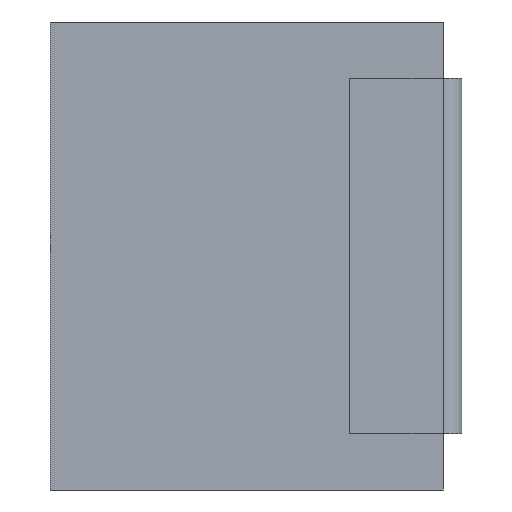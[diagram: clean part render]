
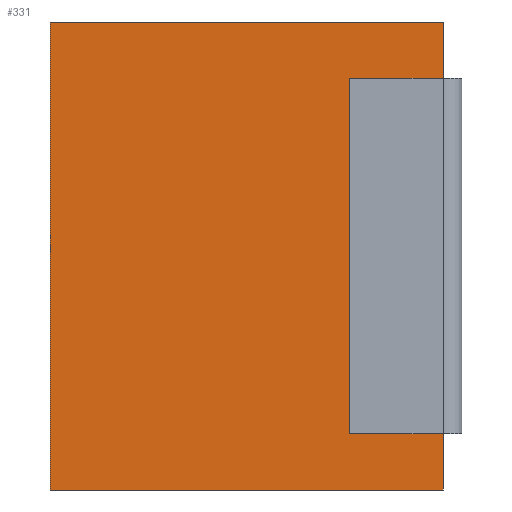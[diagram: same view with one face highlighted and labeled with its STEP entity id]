
A CAD part, left-side view. The second image highlights one B-rep face of the part: STEP entity #331.
In plain terms, the highlighted planar face has unit normal (-1, 0, 0).
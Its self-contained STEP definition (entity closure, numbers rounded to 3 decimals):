
#1=DIRECTION('',(0.,-1.,0.));
#2=VECTOR('',#1,2.1);
#3=CARTESIAN_POINT('',(-1.5,1.05,-1.25));
#4=LINE('',#3,#2);
#17=DIRECTION('',(0.,1.,0.));
#18=VECTOR('',#17,0.5);
#19=CARTESIAN_POINT('',(-1.5,-1.05,-0.95));
#20=LINE('',#19,#18);
#21=DIRECTION('',(0.,0.,1.));
#22=VECTOR('',#21,2.5);
#23=CARTESIAN_POINT('',(-1.5,1.05,-1.25));
#24=LINE('',#23,#22);
#25=DIRECTION('',(0.,1.,0.));
#26=VECTOR('',#25,0.5);
#27=CARTESIAN_POINT('',(-1.5,-1.05,0.95));
#28=LINE('',#27,#26);
#29=DIRECTION('',(0.,0.,1.));
#30=VECTOR('',#29,1.9);
#31=CARTESIAN_POINT('',(-1.5,-0.55,-0.95));
#32=LINE('',#31,#30);
#95=DIRECTION('',(0.,0.,1.));
#96=VECTOR('',#95,0.3);
#97=CARTESIAN_POINT('',(-1.5,-1.05,0.95));
#98=LINE('',#97,#96);
#111=DIRECTION('',(0.,0.,1.));
#112=VECTOR('',#111,0.3);
#113=CARTESIAN_POINT('',(-1.5,-1.05,-1.25));
#114=LINE('',#113,#112);
#201=DIRECTION('',(0.,-1.,0.));
#202=VECTOR('',#201,2.1);
#203=CARTESIAN_POINT('',(-1.5,1.05,1.25));
#204=LINE('',#203,#202);
#221=CARTESIAN_POINT('',(-1.5,1.05,-1.25));
#222=CARTESIAN_POINT('',(-1.5,-1.05,-1.25));
#223=VERTEX_POINT('',#221);
#224=VERTEX_POINT('',#222);
#229=CARTESIAN_POINT('',(-1.5,1.05,1.25));
#230=CARTESIAN_POINT('',(-1.5,-1.05,1.25));
#231=VERTEX_POINT('',#229);
#232=VERTEX_POINT('',#230);
#253=CARTESIAN_POINT('',(-1.5,-1.05,-0.95));
#254=CARTESIAN_POINT('',(-1.5,-0.55,-0.95));
#255=VERTEX_POINT('',#253);
#256=VERTEX_POINT('',#254);
#257=CARTESIAN_POINT('',(-1.5,-1.05,0.95));
#258=CARTESIAN_POINT('',(-1.5,-0.55,0.95));
#259=VERTEX_POINT('',#257);
#260=VERTEX_POINT('',#258);
#309=CARTESIAN_POINT('',(-1.5,1.05,-1.25));
#310=DIRECTION('',(-1.,0.,0.));
#311=DIRECTION('',(0.,-1.,0.));
#312=AXIS2_PLACEMENT_3D('',#309,#310,#311);
#313=PLANE('',#312);
#315=ORIENTED_EDGE('',*,*,#314,.F.);
#317=ORIENTED_EDGE('',*,*,#316,.F.);
#318=ORIENTED_EDGE('',*,*,#298,.F.);
#320=ORIENTED_EDGE('',*,*,#319,.T.);
#322=ORIENTED_EDGE('',*,*,#321,.T.);
#324=ORIENTED_EDGE('',*,*,#323,.F.);
#326=ORIENTED_EDGE('',*,*,#325,.T.);
#328=ORIENTED_EDGE('',*,*,#327,.F.);
#329=EDGE_LOOP('',(#315,#317,#318,#320,#322,#324,#326,#328));
#330=FACE_OUTER_BOUND('',#329,.F.);
#298=EDGE_CURVE('',#223,#224,#4,.T.);
#314=EDGE_CURVE('',#255,#256,#20,.T.);
#316=EDGE_CURVE('',#224,#255,#114,.T.);
#319=EDGE_CURVE('',#223,#231,#24,.T.);
#321=EDGE_CURVE('',#231,#232,#204,.T.);
#323=EDGE_CURVE('',#259,#232,#98,.T.);
#325=EDGE_CURVE('',#259,#260,#28,.T.);
#327=EDGE_CURVE('',#256,#260,#32,.T.);
#331=ADVANCED_FACE('',(#330),#313,.T.);
